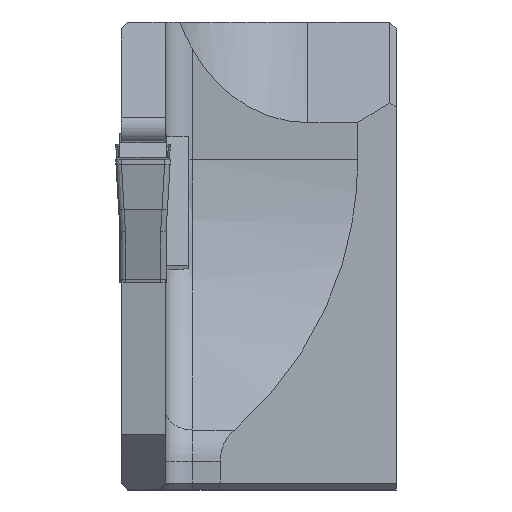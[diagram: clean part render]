
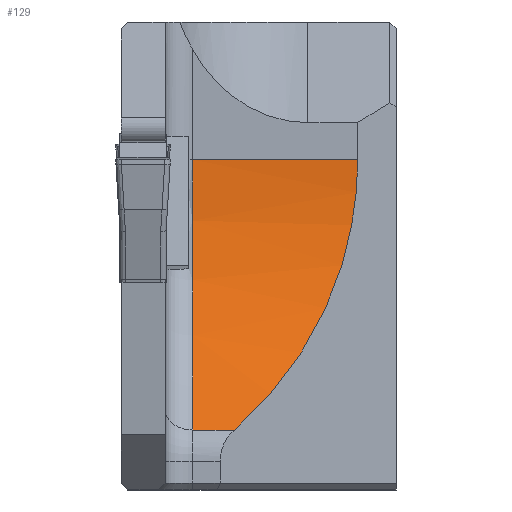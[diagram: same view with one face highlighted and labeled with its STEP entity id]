
A CAD part, left-side view. The second image highlights one B-rep face of the part: STEP entity #129.
In plain terms, the highlighted cylindrical face has radius 13 mm (diameter 26 mm), a partial arc.
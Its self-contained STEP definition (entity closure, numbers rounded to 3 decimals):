
#129=ADVANCED_FACE('',(#233),#192,.F.);
#192=CYLINDRICAL_SURFACE('',#1566,13.);
#233=FACE_OUTER_BOUND('',#313,.T.);
#313=EDGE_LOOP('',(#870,#871,#872,#873));
#375=ELLIPSE('',#1533,18.385,13.);
#418=LINE('',#2120,#576);
#469=LINE('',#2271,#627);
#576=VECTOR('',#1682,1.);
#627=VECTOR('',#1785,1.);
#734=CIRCLE('',#1546,13.);
#870=ORIENTED_EDGE('',*,*,#1329,.T.);
#871=ORIENTED_EDGE('',*,*,#1322,.T.);
#872=ORIENTED_EDGE('',*,*,#1361,.T.);
#873=ORIENTED_EDGE('',*,*,#1389,.F.);
#1176=VERTEX_POINT('',#2103);
#1183=VERTEX_POINT('',#2121);
#1189=VERTEX_POINT('',#2135);
#1218=VERTEX_POINT('',#2217);
#1322=EDGE_CURVE('',#1183,#1176,#418,.T.);
#1329=EDGE_CURVE('',#1189,#1183,#375,.T.);
#1361=EDGE_CURVE('',#1176,#1218,#734,.T.);
#1389=EDGE_CURVE('',#1189,#1218,#469,.T.);
#1533=AXIS2_PLACEMENT_3D('',#2134,#1692,#1693);
#1546=AXIS2_PLACEMENT_3D('',#2218,#1740,#1741);
#1566=AXIS2_PLACEMENT_3D('',#2289,#1812,#1813);
#1682=DIRECTION('',(0.,1.,0.));
#1692=DIRECTION('',(-0.707,-0.707,0.));
#1693=DIRECTION('',(-0.707,0.707,0.));
#1740=DIRECTION('',(0.,1.,0.));
#1741=DIRECTION('',(0.,0.,1.));
#1785=DIRECTION('',(0.,1.,0.));
#1812=DIRECTION('',(0.,1.,0.));
#1813=DIRECTION('',(0.,0.,-1.));
#2103=CARTESIAN_POINT('',(13.,7.4,0.));
#2120=CARTESIAN_POINT('',(13.,-7.84,0.));
#2121=CARTESIAN_POINT('',(13.,1.4,0.));
#2134=CARTESIAN_POINT('',(0.,14.4,0.));
#2135=CARTESIAN_POINT('',(8.517,5.883,-9.821));
#2217=CARTESIAN_POINT('',(8.517,7.4,-9.821));
#2218=CARTESIAN_POINT('',(0.,7.4,0.));
#2271=CARTESIAN_POINT('',(8.517,-7.84,-9.821));
#2289=CARTESIAN_POINT('',(0.,-7.84,0.));
